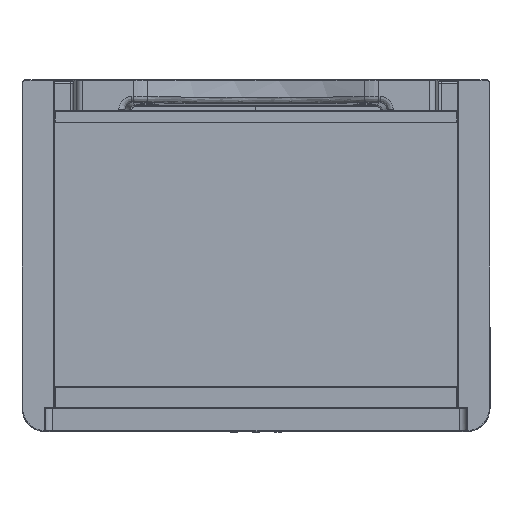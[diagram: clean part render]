
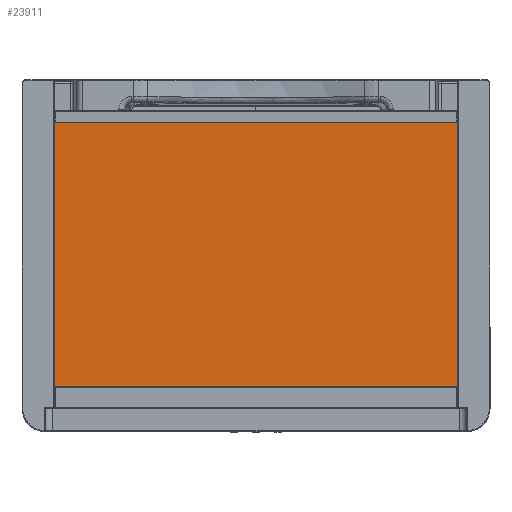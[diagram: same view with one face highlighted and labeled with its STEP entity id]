
A CAD part, front view. The second image highlights one B-rep face of the part: STEP entity #23911.
In plain terms, the highlighted planar face has unit normal (0, -1, 0).
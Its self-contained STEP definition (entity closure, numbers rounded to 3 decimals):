
#837 = DIRECTION ( 'NONE',  ( 0., 0., 1. ) ) ;
#881 = VERTEX_POINT ( 'NONE', #59631 ) ;
#1166 = ORIENTED_EDGE ( 'NONE', *, *, #51608, .T. ) ;
#1714 = VECTOR ( 'NONE', #48514, 1000. ) ;
#1805 = CIRCLE ( 'NONE', #59608, 5. ) ;
#2297 = DIRECTION ( 'NONE',  ( 0., -1., 0. ) ) ;
#2520 = DIRECTION ( 'NONE',  ( 0., 0., -1. ) ) ;
#2740 = CARTESIAN_POINT ( 'NONE',  ( -292.5, -10., 220. ) ) ;
#2971 = EDGE_CURVE ( 'NONE', #21563, #56784, #26075, .T. ) ;
#3266 = VERTEX_POINT ( 'NONE', #16153 ) ;
#3724 = EDGE_CURVE ( 'NONE', #56784, #8846, #49450, .T. ) ;
#4375 = VERTEX_POINT ( 'NONE', #15791 ) ;
#4568 = CARTESIAN_POINT ( 'NONE',  ( 292.5, -10., 220. ) ) ;
#4927 = VECTOR ( 'NONE', #2520, 1000. ) ;
#7114 = CARTESIAN_POINT ( 'NONE',  ( 262.5, -10., 180. ) ) ;
#7286 = AXIS2_PLACEMENT_3D ( 'NONE', #7429, #44843, #21567 ) ;
#7429 = CARTESIAN_POINT ( 'NONE',  ( -272.5, -10., -205. ) ) ;
#7726 = CIRCLE ( 'NONE', #19483, 5. ) ;
#8127 = DIRECTION ( 'NONE',  ( 0., 0., -1. ) ) ;
#8846 = VERTEX_POINT ( 'NONE', #56934 ) ;
#8912 = DIRECTION ( 'NONE',  ( -1., 0., 0. ) ) ;
#11074 = CARTESIAN_POINT ( 'NONE',  ( 272.5, -10., -225. ) ) ;
#12317 = DIRECTION ( 'NONE',  ( 0., 0., -1. ) ) ;
#13411 = CARTESIAN_POINT ( 'NONE',  ( -262.5, -10., 220. ) ) ;
#13671 = DIRECTION ( 'NONE',  ( 0., -1., 0. ) ) ;
#14178 = VECTOR ( 'NONE', #34271, 1000. ) ;
#14916 = VECTOR ( 'NONE', #837, 1000. ) ;
#15404 = VECTOR ( 'NONE', #58855, 1000. ) ;
#15791 = CARTESIAN_POINT ( 'NONE',  ( 292.5, -10., -205. ) ) ;
#15793 = DIRECTION ( 'NONE',  ( 0., 0., -1. ) ) ;
#16103 = ORIENTED_EDGE ( 'NONE', *, *, #53079, .T. ) ;
#16153 = CARTESIAN_POINT ( 'NONE',  ( 292.5, -10., 215. ) ) ;
#16228 = CARTESIAN_POINT ( 'NONE',  ( -272.5, -10., -225. ) ) ;
#16391 = PLANE ( 'NONE',  #39077 ) ;
#16986 = VECTOR ( 'NONE', #19578, 1000. ) ;
#17785 = ORIENTED_EDGE ( 'NONE', *, *, #23751, .T. ) ;
#18124 = CARTESIAN_POINT ( 'NONE',  ( -262.5, -10., 180. ) ) ;
#18573 = CARTESIAN_POINT ( 'NONE',  ( 272.5, -10., -205. ) ) ;
#18899 = EDGE_CURVE ( 'NONE', #44018, #881, #57722, .T. ) ;
#19483 = AXIS2_PLACEMENT_3D ( 'NONE', #19797, #2297, #15793 ) ;
#19578 = DIRECTION ( 'NONE',  ( 0., 0., -1. ) ) ;
#19797 = CARTESIAN_POINT ( 'NONE',  ( -287.5, -10., 215. ) ) ;
#20192 = VERTEX_POINT ( 'NONE', #16228 ) ;
#20266 = VERTEX_POINT ( 'NONE', #54886 ) ;
#21563 = VERTEX_POINT ( 'NONE', #50778 ) ;
#21567 = DIRECTION ( 'NONE',  ( 0., 0., -1. ) ) ;
#21944 = DIRECTION ( 'NONE',  ( 0., -1., 0. ) ) ;
#22806 = VECTOR ( 'NONE', #39382, 1000. ) ;
#22957 = EDGE_CURVE ( 'NONE', #3266, #21563, #1805, .T. ) ;
#23037 = CARTESIAN_POINT ( 'NONE',  ( 287.5, -10., 215. ) ) ;
#23751 = EDGE_CURVE ( 'NONE', #881, #20266, #7726, .T. ) ;
#23911 = ADVANCED_FACE ( 'NONE', ( #58715 ), #16391, .T. ) ;
#24012 = CIRCLE ( 'NONE', #58267, 20. ) ;
#25671 = EDGE_CURVE ( 'NONE', #20266, #39679, #56980, .T. ) ;
#26075 = LINE ( 'NONE', #2740, #15404 ) ;
#26667 = ORIENTED_EDGE ( 'NONE', *, *, #54572, .T. ) ;
#27475 = DIRECTION ( 'NONE',  ( 0., 0., -1. ) ) ;
#27739 = EDGE_CURVE ( 'NONE', #35167, #4375, #24012, .T. ) ;
#28554 = VERTEX_POINT ( 'NONE', #48828 ) ;
#29461 = ORIENTED_EDGE ( 'NONE', *, *, #27739, .T. ) ;
#29694 = VECTOR ( 'NONE', #8912, 1000. ) ;
#30048 = ORIENTED_EDGE ( 'NONE', *, *, #25671, .T. ) ;
#30202 = EDGE_CURVE ( 'NONE', #4375, #3266, #42864, .T. ) ;
#31243 = ORIENTED_EDGE ( 'NONE', *, *, #22957, .T. ) ;
#32088 = CARTESIAN_POINT ( 'NONE',  ( -292.5, -10., -205. ) ) ;
#33053 = LINE ( 'NONE', #37962, #14178 ) ;
#33508 = ORIENTED_EDGE ( 'NONE', *, *, #2971, .T. ) ;
#34271 = DIRECTION ( 'NONE',  ( 1., 0., 0. ) ) ;
#35167 = VERTEX_POINT ( 'NONE', #11074 ) ;
#36879 = CARTESIAN_POINT ( 'NONE',  ( 262.5, -10., 220. ) ) ;
#37962 = CARTESIAN_POINT ( 'NONE',  ( -272.5, -10., -225. ) ) ;
#39077 = AXIS2_PLACEMENT_3D ( 'NONE', #39729, #21944, #8127 ) ;
#39382 = DIRECTION ( 'NONE',  ( 0., 0., 1. ) ) ;
#39679 = VERTEX_POINT ( 'NONE', #32088 ) ;
#39729 = CARTESIAN_POINT ( 'NONE',  ( -272.5, -10., -205. ) ) ;
#42864 = LINE ( 'NONE', #4568, #14916 ) ;
#44018 = VERTEX_POINT ( 'NONE', #13411 ) ;
#44843 = DIRECTION ( 'NONE',  ( 0., -1., 0. ) ) ;
#48514 = DIRECTION ( 'NONE',  ( -1., 0., 0. ) ) ;
#48828 = CARTESIAN_POINT ( 'NONE',  ( -262.5, -10., 180. ) ) ;
#49450 = LINE ( 'NONE', #7114, #4927 ) ;
#50613 = EDGE_LOOP ( 'NONE', ( #53772, #16103, #1166, #60644, #17785, #30048, #54609, #26667, #29461, #53605, #31243, #33508 ) ) ;
#50778 = CARTESIAN_POINT ( 'NONE',  ( 287.5, -10., 220. ) ) ;
#50942 = LINE ( 'NONE', #18124, #29694 ) ;
#51608 = EDGE_CURVE ( 'NONE', #28554, #44018, #58981, .T. ) ;
#52097 = CARTESIAN_POINT ( 'NONE',  ( -292.5, -10., 220. ) ) ;
#53079 = EDGE_CURVE ( 'NONE', #8846, #28554, #50942, .T. ) ;
#53424 = CARTESIAN_POINT ( 'NONE',  ( -292.5, -10., 220. ) ) ;
#53605 = ORIENTED_EDGE ( 'NONE', *, *, #30202, .T. ) ;
#53772 = ORIENTED_EDGE ( 'NONE', *, *, #3724, .T. ) ;
#54572 = EDGE_CURVE ( 'NONE', #20192, #35167, #33053, .T. ) ;
#54609 = ORIENTED_EDGE ( 'NONE', *, *, #55293, .T. ) ;
#54886 = CARTESIAN_POINT ( 'NONE',  ( -292.5, -10., 215. ) ) ;
#55293 = EDGE_CURVE ( 'NONE', #39679, #20192, #60169, .T. ) ;
#56784 = VERTEX_POINT ( 'NONE', #36879 ) ;
#56934 = CARTESIAN_POINT ( 'NONE',  ( 262.5, -10., 180. ) ) ;
#56980 = LINE ( 'NONE', #52097, #16986 ) ;
#57722 = LINE ( 'NONE', #53424, #1714 ) ;
#58267 = AXIS2_PLACEMENT_3D ( 'NONE', #18573, #13671, #27475 ) ;
#58675 = CARTESIAN_POINT ( 'NONE',  ( -262.5, -10., 180. ) ) ;
#58715 = FACE_OUTER_BOUND ( 'NONE', #50613, .T. ) ;
#58855 = DIRECTION ( 'NONE',  ( -1., 0., 0. ) ) ;
#58981 = LINE ( 'NONE', #58675, #22806 ) ;
#59608 = AXIS2_PLACEMENT_3D ( 'NONE', #23037, #60424, #12317 ) ;
#59631 = CARTESIAN_POINT ( 'NONE',  ( -287.5, -10., 220. ) ) ;
#60169 = CIRCLE ( 'NONE', #7286, 20. ) ;
#60424 = DIRECTION ( 'NONE',  ( 0., -1., 0. ) ) ;
#60644 = ORIENTED_EDGE ( 'NONE', *, *, #18899, .T. ) ;
